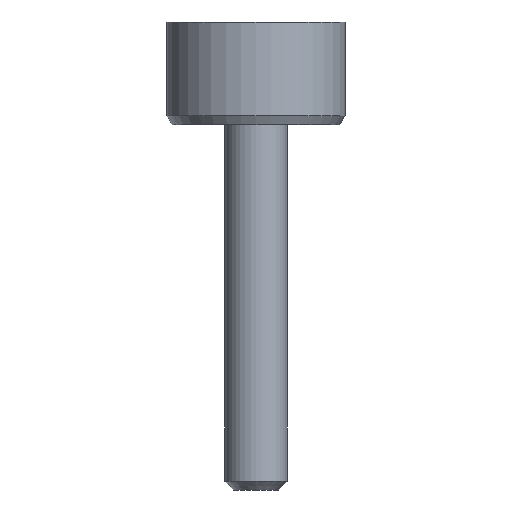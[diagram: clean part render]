
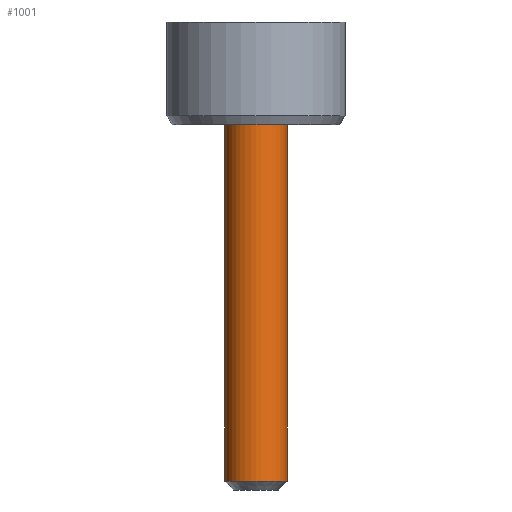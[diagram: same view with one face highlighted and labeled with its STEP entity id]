
A CAD part, front view. The second image highlights one B-rep face of the part: STEP entity #1001.
In plain terms, the highlighted cylindrical face has radius 0.7 mm (diameter 1.4 mm), a full revolution.
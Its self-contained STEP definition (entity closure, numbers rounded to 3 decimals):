
#15=CYLINDRICAL_SURFACE('',#1066,0.7);
#34=CIRCLE('',#1065,0.7);
#35=CIRCLE('',#1067,0.7);
#116=FACE_OUTER_BOUND('',#176,.T.);
#176=EDGE_LOOP('',(#907,#908,#909,#910));
#260=LINE('',#1958,#341);
#341=VECTOR('',#1232,0.7);
#486=VERTEX_POINT('',#1952);
#487=VERTEX_POINT('',#1956);
#627=EDGE_CURVE('',#486,#486,#34,.T.);
#629=EDGE_CURVE('',#487,#487,#35,.T.);
#630=EDGE_CURVE('',#487,#486,#260,.T.);
#907=ORIENTED_EDGE('',*,*,#629,.F.);
#908=ORIENTED_EDGE('',*,*,#630,.T.);
#909=ORIENTED_EDGE('',*,*,#627,.T.);
#910=ORIENTED_EDGE('',*,*,#630,.F.);
#1001=ADVANCED_FACE('',(#116),#15,.T.);
#1065=AXIS2_PLACEMENT_3D('',#1953,#1225,#1226);
#1066=AXIS2_PLACEMENT_3D('',#1955,#1228,#1229);
#1067=AXIS2_PLACEMENT_3D('',#1957,#1230,#1231);
#1225=DIRECTION('center_axis',(0.,0.,1.));
#1226=DIRECTION('ref_axis',(0.,-1.,0.));
#1228=DIRECTION('center_axis',(0.,0.,1.));
#1229=DIRECTION('ref_axis',(0.,-1.,0.));
#1230=DIRECTION('center_axis',(0.,0.,1.));
#1231=DIRECTION('ref_axis',(0.,-1.,0.));
#1232=DIRECTION('',(0.,0.,-1.));
#1952=CARTESIAN_POINT('',(0.,0.7,-8.));
#1953=CARTESIAN_POINT('Origin',(0.,0.,-8.));
#1955=CARTESIAN_POINT('Origin',(0.,0.,-4.));
#1956=CARTESIAN_POINT('',(0.,0.7,0.));
#1957=CARTESIAN_POINT('Origin',(0.,0.,0.));
#1958=CARTESIAN_POINT('',(0.,0.7,-4.));
